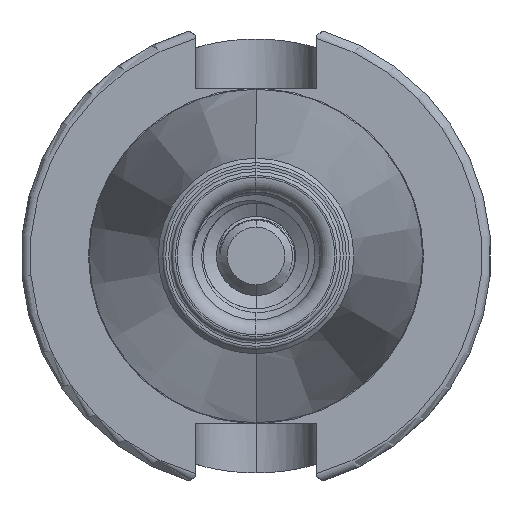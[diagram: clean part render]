
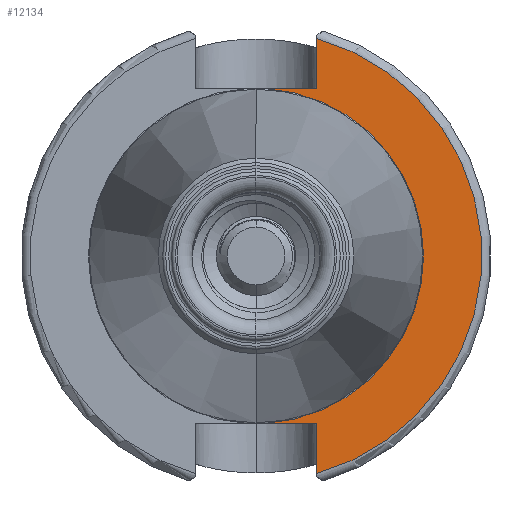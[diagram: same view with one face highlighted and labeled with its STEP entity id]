
A CAD part, left-side view. The second image highlights one B-rep face of the part: STEP entity #12134.
In plain terms, the highlighted planar face has unit normal (-1, 0, 0).
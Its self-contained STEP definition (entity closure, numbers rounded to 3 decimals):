
#4165 = EDGE_LOOP ( 'NONE', ( #5267, #5495, #5471, #5497, #20164, #20173 ) ) ;
#5267 = ORIENTED_EDGE ( 'NONE', *, *, #24596, .T. ) ;
#5471 = ORIENTED_EDGE ( 'NONE', *, *, #24661, .T. ) ;
#5495 = ORIENTED_EDGE ( 'NONE', *, *, #24639, .F. ) ;
#5497 = ORIENTED_EDGE ( 'NONE', *, *, #24658, .T. ) ;
#10308 = CARTESIAN_POINT ( 'NONE',  ( -5., 0., 0. ) ) ;
#10314 = DIRECTION ( 'NONE',  ( -1., 0., 0. ) ) ;
#10317 = DIRECTION ( 'NONE',  ( 0., 0., 1. ) ) ;
#11216 = DIRECTION ( 'NONE',  ( 1., 0., 0. ) ) ;
#11234 = CARTESIAN_POINT ( 'NONE',  ( -5., 22.398, 0. ) ) ;
#11235 = DIRECTION ( 'NONE',  ( 0., 0., -1. ) ) ;
#11237 = PLANE ( 'NONE',  #27709 ) ;
#12134 = ADVANCED_FACE ( 'NONE', ( #18599 ), #11237, .F. ) ;
#14670 = VECTOR ( 'NONE', #23292, 1000. ) ;
#14687 = LINE ( 'NONE', #23299, #14670 ) ;
#14740 = LINE ( 'NONE', #23459, #14747 ) ;
#14747 = VECTOR ( 'NONE', #23467, 1000. ) ;
#14770 = LINE ( 'NONE', #23922, #14779 ) ;
#14778 = CIRCLE ( 'NONE', #27838, 30.2 ) ;
#14779 = VECTOR ( 'NONE', #23907, 1000. ) ;
#14803 = VECTOR ( 'NONE', #23560, 1000. ) ;
#14809 = LINE ( 'NONE', #23589, #14803 ) ;
#18336 = CIRCLE ( 'NONE', #27797, 22.398 ) ;
#18599 = FACE_OUTER_BOUND ( 'NONE', #4165, .T. ) ;
#18766 = VERTEX_POINT ( 'NONE', #21570 ) ;
#18781 = VERTEX_POINT ( 'NONE', #21605 ) ;
#19014 = VERTEX_POINT ( 'NONE', #21751 ) ;
#19016 = VERTEX_POINT ( 'NONE', #21772 ) ;
#19023 = VERTEX_POINT ( 'NONE', #21823 ) ;
#19031 = VERTEX_POINT ( 'NONE', #21791 ) ;
#20164 = ORIENTED_EDGE ( 'NONE', *, *, #24694, .F. ) ;
#20173 = ORIENTED_EDGE ( 'NONE', *, *, #24275, .F. ) ;
#21570 = CARTESIAN_POINT ( 'NONE',  ( -5., -1.464, 22.35 ) ) ;
#21605 = CARTESIAN_POINT ( 'NONE',  ( -5., -1.464, -22.35 ) ) ;
#21751 = CARTESIAN_POINT ( 'NONE',  ( -5., -8.075, 22.35 ) ) ;
#21772 = CARTESIAN_POINT ( 'NONE',  ( -5., -8.075, -22.35 ) ) ;
#21791 = CARTESIAN_POINT ( 'NONE',  ( -5., -8.075, 29.1 ) ) ;
#21823 = CARTESIAN_POINT ( 'NONE',  ( -5., -8.075, -29.1 ) ) ;
#23292 = DIRECTION ( 'NONE',  ( 0., -1., 0. ) ) ;
#23299 = CARTESIAN_POINT ( 'NONE',  ( -5., -8.075, -22.35 ) ) ;
#23459 = CARTESIAN_POINT ( 'NONE',  ( -5., -8.075, -31.4 ) ) ;
#23467 = DIRECTION ( 'NONE',  ( 0., 0., 1. ) ) ;
#23560 = DIRECTION ( 'NONE',  ( 0., 0., -1. ) ) ;
#23563 = CARTESIAN_POINT ( 'NONE',  ( -5., 0., 0. ) ) ;
#23586 = DIRECTION ( 'NONE',  ( -1., 0., 0. ) ) ;
#23587 = DIRECTION ( 'NONE',  ( 0., 0., 1. ) ) ;
#23589 = CARTESIAN_POINT ( 'NONE',  ( -5., -8.075, 31.4 ) ) ;
#23907 = DIRECTION ( 'NONE',  ( 0., -1., 0. ) ) ;
#23922 = CARTESIAN_POINT ( 'NONE',  ( -5., -8.075, 22.35 ) ) ;
#24275 = EDGE_CURVE ( 'NONE', #18781, #18766, #18336, .T. ) ;
#24596 = EDGE_CURVE ( 'NONE', #18781, #19016, #14687, .T. ) ;
#24639 = EDGE_CURVE ( 'NONE', #19023, #19016, #14740, .T. ) ;
#24658 = EDGE_CURVE ( 'NONE', #19031, #19014, #14809, .T. ) ;
#24661 = EDGE_CURVE ( 'NONE', #19023, #19031, #14778, .T. ) ;
#24694 = EDGE_CURVE ( 'NONE', #18766, #19014, #14770, .T. ) ;
#27709 = AXIS2_PLACEMENT_3D ( 'NONE', #11234, #11216, #11235 ) ;
#27797 = AXIS2_PLACEMENT_3D ( 'NONE', #10308, #10314, #10317 ) ;
#27838 = AXIS2_PLACEMENT_3D ( 'NONE', #23563, #23586, #23587 ) ;
